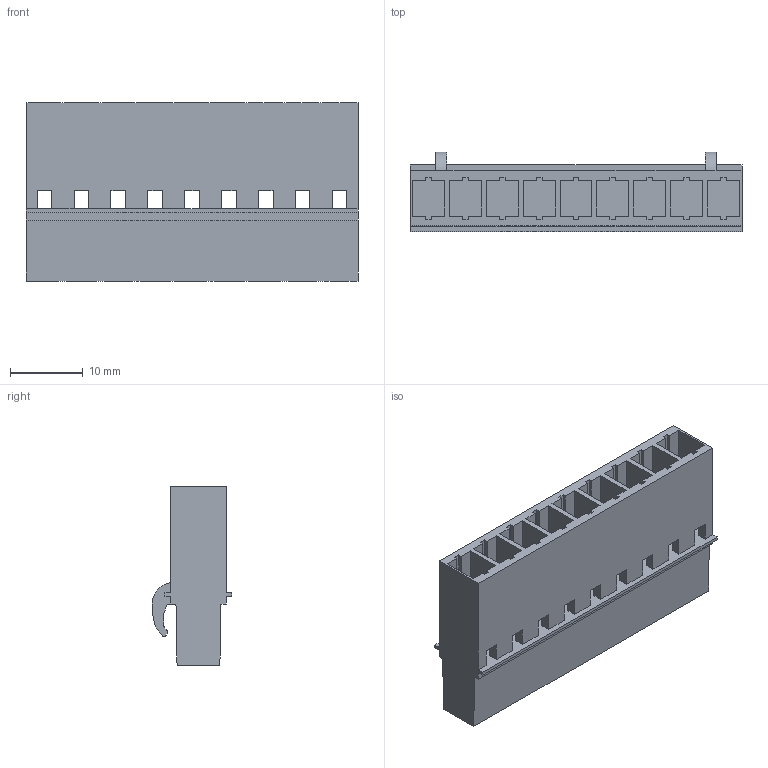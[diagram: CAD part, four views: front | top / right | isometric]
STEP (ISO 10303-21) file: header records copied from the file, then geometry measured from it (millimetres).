
FILE_DESCRIPTION(('CATIA V5 STEP Exchange','CAx-IF Rec.Pracs.--- Model Styling and Organization---1.2---2011-12-15'),'2;1');
FILE_NAME ('D1453354_0_1610560000_1610560000.stp','2018-09-01T02:39:29+00:00',('none'),('Weidmueller'),'CATIA Version 5-6 Release 2014','CATIA V5 STEP AP214','none');
FILE_SCHEMA(('AUTOMOTIVE_DESIGN { 1 0 10303 214 1 1 1 1 }'));
Length unit declared in the file: millimetre
Products named in the file (1): 1610560000
Bounding box: 45.72 x 11 x 24.55 mm (x, y, z)
Volume: 4719.6 mm3; surface area: 6393.8 mm2
Topology: 1 solids, 1 shells, 266 faces, 808 edges, 532 vertices
Faces by surface type: plane 212, cylinder 36, cone 18
Entity records: 8161 total; most frequent: ORIENTED_EDGE 1616, CARTESIAN_POINT 1460, DIRECTION 1031, EDGE_CURVE 808, VECTOR 713, LINE 713, VERTEX_POINT 532, EDGE_LOOP 290
